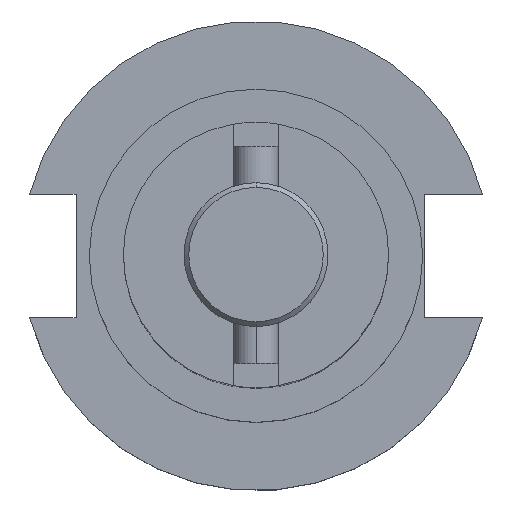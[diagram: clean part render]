
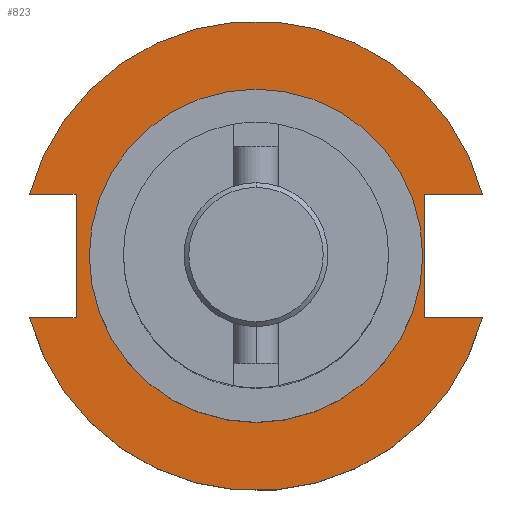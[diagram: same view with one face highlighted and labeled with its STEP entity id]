
A CAD part, top view. The second image highlights one B-rep face of the part: STEP entity #823.
In plain terms, the highlighted planar face has unit normal (0, 0, 1).
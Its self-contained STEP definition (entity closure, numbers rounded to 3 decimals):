
#2 = CARTESIAN_POINT ( 'NONE',  ( -63.719, 12.954, 19.05 ) ) ;
#15 = ORIENTED_EDGE ( 'NONE', *, *, #202, .F. ) ;
#37 = VERTEX_POINT ( 'NONE', #421 ) ;
#48 = DIRECTION ( 'NONE',  ( -1., 0., 0. ) ) ;
#51 = CARTESIAN_POINT ( 'NONE',  ( -47.477, -12.954, 19.05 ) ) ;
#102 = CARTESIAN_POINT ( 'NONE',  ( 47.477, 12.954, 19.05 ) ) ;
#141 = CIRCLE ( 'NONE', #1522, 49.212 ) ;
#196 = ORIENTED_EDGE ( 'NONE', *, *, #528, .F. ) ;
#202 = EDGE_CURVE ( 'NONE', #1611, #659, #1453, .T. ) ;
#204 = DIRECTION ( 'NONE',  ( 1., 0., 0. ) ) ;
#227 = FACE_OUTER_BOUND ( 'NONE', #595, .T. ) ;
#243 = EDGE_CURVE ( 'NONE', #1312, #339, #422, .T. ) ;
#265 = CARTESIAN_POINT ( 'NONE',  ( -34.925, 0., 19.05 ) ) ;
#305 = ORIENTED_EDGE ( 'NONE', *, *, #1466, .T. ) ;
#339 = VERTEX_POINT ( 'NONE', #1369 ) ;
#413 = DIRECTION ( 'NONE',  ( 0., -1., 0. ) ) ;
#421 = CARTESIAN_POINT ( 'NONE',  ( 35.306, 12.954, 19.05 ) ) ;
#422 = LINE ( 'NONE', #2, #1836 ) ;
#468 = EDGE_CURVE ( 'NONE', #1431, #2218, #750, .T. ) ;
#482 = VECTOR ( 'NONE', #2240, 1000. ) ;
#502 = DIRECTION ( 'NONE',  ( 0., 0., 1. ) ) ;
#528 = EDGE_CURVE ( 'NONE', #37, #1610, #693, .T. ) ;
#558 = CARTESIAN_POINT ( 'NONE',  ( 34.925, 0., 19.05 ) ) ;
#595 = EDGE_LOOP ( 'NONE', ( #2253, #1811, #196, #1224, #305, #2230, #2251, #15 ) ) ;
#621 = CARTESIAN_POINT ( 'NONE',  ( -37.719, 12.954, 19.05 ) ) ;
#659 = VERTEX_POINT ( 'NONE', #1798 ) ;
#693 = LINE ( 'NONE', #1479, #1077 ) ;
#696 = ORIENTED_EDGE ( 'NONE', *, *, #468, .F. ) ;
#726 = AXIS2_PLACEMENT_3D ( 'NONE', #2213, #1096, #2408 ) ;
#743 = VECTOR ( 'NONE', #851, 1000. ) ;
#750 = CIRCLE ( 'NONE', #2418, 34.925 ) ;
#791 = CIRCLE ( 'NONE', #1801, 49.212 ) ;
#795 = DIRECTION ( 'NONE',  ( 1., 0., 0. ) ) ;
#823 = ADVANCED_FACE ( 'NONE', ( #1207, #227 ), #1303, .T. ) ;
#851 = DIRECTION ( 'NONE',  ( 0., 1., 0. ) ) ;
#869 = DIRECTION ( 'NONE',  ( 0., 0., 1. ) ) ;
#933 = CARTESIAN_POINT ( 'NONE',  ( 47.477, -12.954, 19.05 ) ) ;
#972 = CARTESIAN_POINT ( 'NONE',  ( 35.306, 12.954, 19.05 ) ) ;
#980 = DIRECTION ( 'NONE',  ( 0., 0., 1. ) ) ;
#994 = CIRCLE ( 'NONE', #726, 34.925 ) ;
#1017 = CARTESIAN_POINT ( 'NONE',  ( 35.306, -12.954, 19.05 ) ) ;
#1060 = DIRECTION ( 'NONE',  ( 1., 0., 0. ) ) ;
#1077 = VECTOR ( 'NONE', #413, 1000. ) ;
#1095 = EDGE_CURVE ( 'NONE', #1611, #1246, #141, .T. ) ;
#1096 = DIRECTION ( 'NONE',  ( 0., 0., 1. ) ) ;
#1122 = CARTESIAN_POINT ( 'NONE',  ( 0., 49.212, 19.05 ) ) ;
#1207 = FACE_BOUND ( 'NONE', #2225, .T. ) ;
#1224 = ORIENTED_EDGE ( 'NONE', *, *, #1762, .F. ) ;
#1246 = VERTEX_POINT ( 'NONE', #933 ) ;
#1254 = LINE ( 'NONE', #972, #1697 ) ;
#1303 = PLANE ( 'NONE',  #1768 ) ;
#1312 = VERTEX_POINT ( 'NONE', #1534 ) ;
#1369 = CARTESIAN_POINT ( 'NONE',  ( -47.477, 12.954, 19.05 ) ) ;
#1431 = VERTEX_POINT ( 'NONE', #265 ) ;
#1453 = LINE ( 'NONE', #2061, #482 ) ;
#1466 = EDGE_CURVE ( 'NONE', #1666, #339, #791, .T. ) ;
#1479 = CARTESIAN_POINT ( 'NONE',  ( 35.306, 12.954, 19.05 ) ) ;
#1482 = EDGE_CURVE ( 'NONE', #659, #1312, #2231, .T. ) ;
#1495 = DIRECTION ( 'NONE',  ( 0., 0., 1. ) ) ;
#1522 = AXIS2_PLACEMENT_3D ( 'NONE', #2294, #980, #795 ) ;
#1534 = CARTESIAN_POINT ( 'NONE',  ( -37.719, 12.954, 19.05 ) ) ;
#1600 = CARTESIAN_POINT ( 'NONE',  ( 0., 0., 19.05 ) ) ;
#1610 = VERTEX_POINT ( 'NONE', #1017 ) ;
#1611 = VERTEX_POINT ( 'NONE', #51 ) ;
#1648 = CARTESIAN_POINT ( 'NONE',  ( 0., 0., 19.05 ) ) ;
#1666 = VERTEX_POINT ( 'NONE', #102 ) ;
#1684 = DIRECTION ( 'NONE',  ( 1., 0., 0. ) ) ;
#1693 = VECTOR ( 'NONE', #204, 1000. ) ;
#1697 = VECTOR ( 'NONE', #48, 1000. ) ;
#1762 = EDGE_CURVE ( 'NONE', #1666, #37, #1254, .T. ) ;
#1768 = AXIS2_PLACEMENT_3D ( 'NONE', #1122, #1495, #1684 ) ;
#1781 = DIRECTION ( 'NONE',  ( 1., 0., 0. ) ) ;
#1798 = CARTESIAN_POINT ( 'NONE',  ( -37.719, -12.954, 19.05 ) ) ;
#1801 = AXIS2_PLACEMENT_3D ( 'NONE', #1600, #502, #1781 ) ;
#1811 = ORIENTED_EDGE ( 'NONE', *, *, #2219, .F. ) ;
#1836 = VECTOR ( 'NONE', #1859, 1000. ) ;
#1859 = DIRECTION ( 'NONE',  ( -1., 0., 0. ) ) ;
#2060 = CARTESIAN_POINT ( 'NONE',  ( 35.306, -12.954, 19.05 ) ) ;
#2061 = CARTESIAN_POINT ( 'NONE',  ( -63.719, -12.954, 19.05 ) ) ;
#2142 = EDGE_CURVE ( 'NONE', #2218, #1431, #994, .T. ) ;
#2195 = LINE ( 'NONE', #2060, #1693 ) ;
#2213 = CARTESIAN_POINT ( 'NONE',  ( 0., 0., 19.05 ) ) ;
#2218 = VERTEX_POINT ( 'NONE', #558 ) ;
#2219 = EDGE_CURVE ( 'NONE', #1610, #1246, #2195, .T. ) ;
#2225 = EDGE_LOOP ( 'NONE', ( #2343, #696 ) ) ;
#2230 = ORIENTED_EDGE ( 'NONE', *, *, #243, .F. ) ;
#2231 = LINE ( 'NONE', #621, #743 ) ;
#2240 = DIRECTION ( 'NONE',  ( 1., 0., 0. ) ) ;
#2251 = ORIENTED_EDGE ( 'NONE', *, *, #1482, .F. ) ;
#2253 = ORIENTED_EDGE ( 'NONE', *, *, #1095, .T. ) ;
#2294 = CARTESIAN_POINT ( 'NONE',  ( 0., 0., 19.05 ) ) ;
#2343 = ORIENTED_EDGE ( 'NONE', *, *, #2142, .F. ) ;
#2408 = DIRECTION ( 'NONE',  ( 1., 0., 0. ) ) ;
#2418 = AXIS2_PLACEMENT_3D ( 'NONE', #1648, #869, #1060 ) ;
